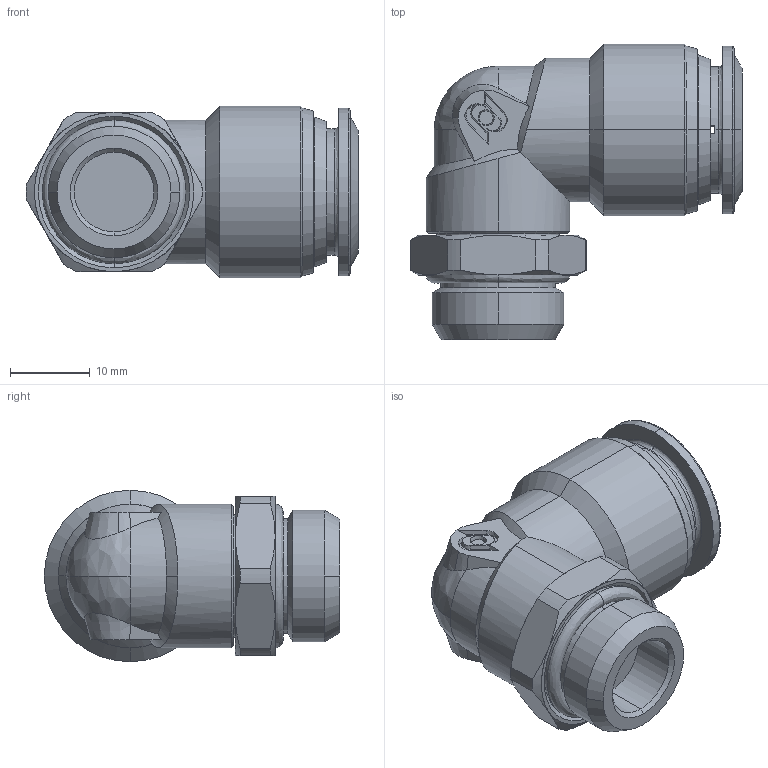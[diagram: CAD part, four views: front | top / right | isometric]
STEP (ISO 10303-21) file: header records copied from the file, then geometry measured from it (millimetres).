
FILE_DESCRIPTION (( 'STEP AP214' ), '1' );
FILE_NAME ('PL14-G03_ME.STEP', '2018-09-03T13:48:30', ( '' ), ( '' ), 'SwSTEP 2.0', 'SolidWorks 2018', '' );
FILE_SCHEMA (( 'AUTOMOTIVE_DESIGN' ));
Length unit declared in the file: millimetre
Products named in the file (1): PL14-G03_ME
Bounding box: 41.65 x 37.05 x 21.5 mm (x, y, z)
Volume: 13849 mm3; surface area: 5476.2 mm2
Topology: 2 solids, 2 shells, 170 faces, 412 edges, 256 vertices
Faces by surface type: cone 60, plane 54, cylinder 34, bspline 22
Entity records: 6470 total; most frequent: CARTESIAN_POINT 2531, ORIENTED_EDGE 820, DIRECTION 784, EDGE_CURVE 410, AXIS2_PLACEMENT_3D 315, VERTEX_POINT 256, EDGE_LOOP 188, ADVANCED_FACE 170
